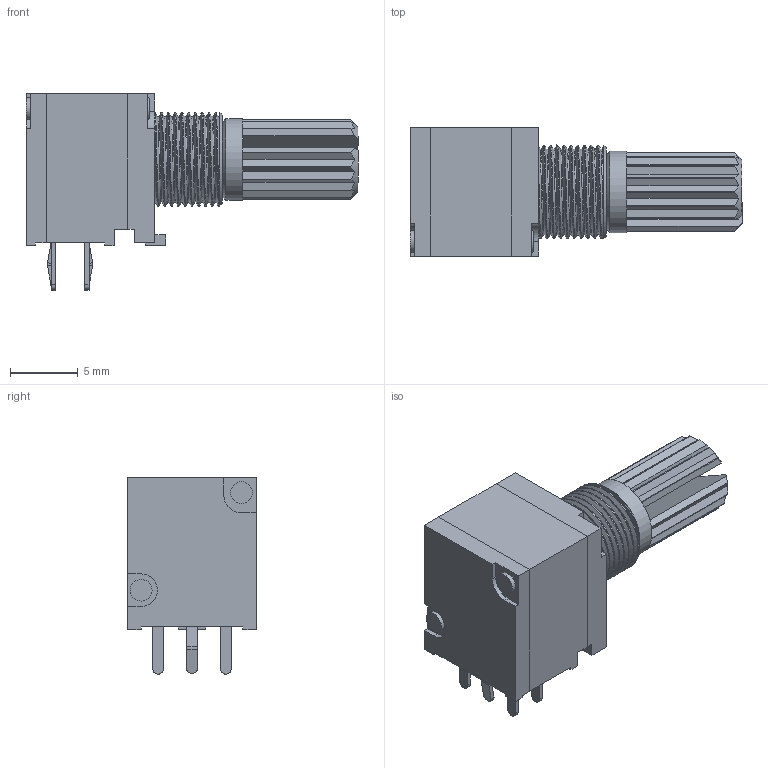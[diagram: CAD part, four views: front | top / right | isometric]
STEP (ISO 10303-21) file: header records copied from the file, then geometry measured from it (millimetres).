
FILE_DESCRIPTION(/* description */ (''),/* implementation_level */ '2;1');
FILE_NAME(/* name */ 'RV097NS_CORTO v1.step',/* time_stamp */ '2023-12-09T22:56:31+01:00',/* author */ (''),/* organization */ (''),/* preprocessor_version */ 'ST-DEVELOPER v20',/* originating_system */ 'Autodesk Translation Framework v12.14.0.127',/* authorisation */ '');
FILE_SCHEMA (('AUTOMOTIVE_DESIGN { 1 0 10303 214 3 1 1 }'));
Length unit declared in the file: millimetre
Products named in the file (2): RV097NS_CORTO; Poti Cuadrado mini
Assembly tree (1 placements, depth 2):
  RV097NS_CORTO
    Poti Cuadrado mini
Bounding box: 24.5 x 9.5 x 14.5 mm (x, y, z)
Volume: 1350.8 mm3; surface area: 1589.9 mm2
Topology: 12 solids, 12 shells, 222 faces, 542 edges, 355 vertices
Faces by surface type: plane 146, cylinder 62, torus 7, cone 4, bspline 3
Full cylindrical faces by diameter (mm): 0.8 x4, 1.6 x6, 6 x1, 6.351 x3, 6.927 x6
Entity records: 8141 total; most frequent: CARTESIAN_POINT 2997, ORIENTED_EDGE 1084, DIRECTION 982, EDGE_CURVE 542, VERTEX_POINT 355, LINE 344, VECTOR 344, AXIS2_PLACEMENT_3D 319
